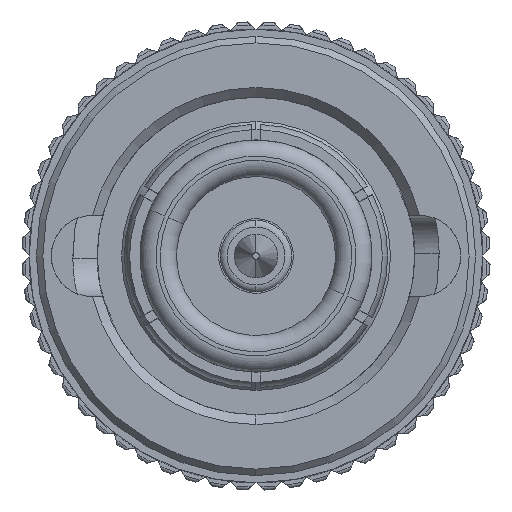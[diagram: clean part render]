
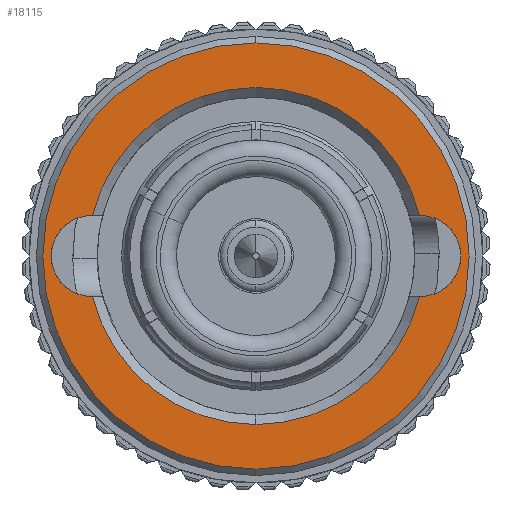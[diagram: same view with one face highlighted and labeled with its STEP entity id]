
A CAD part, left-side view. The second image highlights one B-rep face of the part: STEP entity #18115.
In plain terms, the highlighted planar face has unit normal (-1, 0, 0).
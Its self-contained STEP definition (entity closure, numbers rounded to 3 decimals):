
#120 = EDGE_CURVE ( 'NONE', #16462, #16970, #9251, .T. ) ;
#156 = CARTESIAN_POINT ( 'NONE',  ( -0.3, 0., 0. ) ) ;
#184 = CIRCLE ( 'NONE', #8218, 5.2 ) ;
#269 = EDGE_CURVE ( 'NONE', #9024, #392, #5115, .T. ) ;
#392 = VERTEX_POINT ( 'NONE', #12349 ) ;
#819 = CIRCLE ( 'NONE', #10072, 5.2 ) ;
#843 = CARTESIAN_POINT ( 'NONE',  ( -0.3, -5.048, -1.25 ) ) ;
#920 = VERTEX_POINT ( 'NONE', #7607 ) ;
#931 = CARTESIAN_POINT ( 'NONE',  ( -0.3, 5.07, 0. ) ) ;
#962 = EDGE_CURVE ( 'NONE', #14513, #14373, #184, .T. ) ;
#1155 = CIRCLE ( 'NONE', #6419, 1.25 ) ;
#1257 = EDGE_CURVE ( 'NONE', #392, #9024, #10444, .T. ) ;
#1529 = DIRECTION ( 'NONE',  ( 0., 0., -1. ) ) ;
#1798 = DIRECTION ( 'NONE',  ( 1., 0., 0. ) ) ;
#1905 = CARTESIAN_POINT ( 'NONE',  ( -0.3, 5.07, 1.25 ) ) ;
#2085 = DIRECTION ( 'NONE',  ( 0., 0., -1. ) ) ;
#2383 = CIRCLE ( 'NONE', #15061, 5.2 ) ;
#2989 = EDGE_CURVE ( 'NONE', #16970, #17472, #1155, .T. ) ;
#3041 = CARTESIAN_POINT ( 'NONE',  ( -0.3, -5.07, 1.25 ) ) ;
#3072 = EDGE_CURVE ( 'NONE', #5262, #920, #9834, .T. ) ;
#3249 = AXIS2_PLACEMENT_3D ( 'NONE', #12635, #6543, #17003 ) ;
#3764 = CARTESIAN_POINT ( 'NONE',  ( -0.3, 5.048, -1.25 ) ) ;
#3887 = ORIENTED_EDGE ( 'NONE', *, *, #1257, .T. ) ;
#4016 = DIRECTION ( 'NONE',  ( -1., 0., 0. ) ) ;
#4025 = ORIENTED_EDGE ( 'NONE', *, *, #16921, .T. ) ;
#4111 = DIRECTION ( 'NONE',  ( 0., 1., 0. ) ) ;
#4365 = CIRCLE ( 'NONE', #10851, 1.25 ) ;
#4409 = DIRECTION ( 'NONE',  ( 0., 0., -1. ) ) ;
#4696 = DIRECTION ( 'NONE',  ( 0., 1., 0. ) ) ;
#4788 = CARTESIAN_POINT ( 'NONE',  ( -0.3, 0., 0. ) ) ;
#5115 = CIRCLE ( 'NONE', #3249, 6.575 ) ;
#5262 = VERTEX_POINT ( 'NONE', #3041 ) ;
#5293 = EDGE_LOOP ( 'NONE', ( #9822, #3887 ) ) ;
#5476 = DIRECTION ( 'NONE',  ( 0., 0., -1. ) ) ;
#5786 = CARTESIAN_POINT ( 'NONE',  ( -0.3, 5.07, 1.25 ) ) ;
#6419 = AXIS2_PLACEMENT_3D ( 'NONE', #931, #4016, #5476 ) ;
#6543 = DIRECTION ( 'NONE',  ( -1., 0., 0. ) ) ;
#6817 = DIRECTION ( 'NONE',  ( 0., -1., 0. ) ) ;
#7173 = ORIENTED_EDGE ( 'NONE', *, *, #10352, .F. ) ;
#7420 = DIRECTION ( 'NONE',  ( 1., 0., 0. ) ) ;
#7428 = FACE_OUTER_BOUND ( 'NONE', #5293, .T. ) ;
#7607 = CARTESIAN_POINT ( 'NONE',  ( -0.3, -5.048, 1.25 ) ) ;
#7957 = ORIENTED_EDGE ( 'NONE', *, *, #120, .F. ) ;
#7990 = ORIENTED_EDGE ( 'NONE', *, *, #14205, .F. ) ;
#8004 = DIRECTION ( 'NONE',  ( 0., 0., 1. ) ) ;
#8218 = AXIS2_PLACEMENT_3D ( 'NONE', #10310, #7420, #4409 ) ;
#8294 = CARTESIAN_POINT ( 'NONE',  ( -0.3, -5.07, 0. ) ) ;
#8356 = CARTESIAN_POINT ( 'NONE',  ( -0.3, -4.6, -1.25 ) ) ;
#8684 = CARTESIAN_POINT ( 'NONE',  ( -0.3, 0., -5.2 ) ) ;
#8878 = CARTESIAN_POINT ( 'NONE',  ( -0.3, -4.9, 0. ) ) ;
#9024 = VERTEX_POINT ( 'NONE', #11745 ) ;
#9248 = DIRECTION ( 'NONE',  ( -1., 0., 0. ) ) ;
#9251 = LINE ( 'NONE', #1905, #10662 ) ;
#9328 = CARTESIAN_POINT ( 'NONE',  ( -0.3, 0., 0. ) ) ;
#9739 = DIRECTION ( 'NONE',  ( -1., 0., 0. ) ) ;
#9822 = ORIENTED_EDGE ( 'NONE', *, *, #269, .T. ) ;
#9834 = LINE ( 'NONE', #17379, #15074 ) ;
#10002 = ORIENTED_EDGE ( 'NONE', *, *, #962, .T. ) ;
#10072 = AXIS2_PLACEMENT_3D ( 'NONE', #156, #10421, #13522 ) ;
#10310 = CARTESIAN_POINT ( 'NONE',  ( -0.3, 0., 0. ) ) ;
#10352 = EDGE_CURVE ( 'NONE', #13035, #14476, #12802, .T. ) ;
#10421 = DIRECTION ( 'NONE',  ( 1., 0., 0. ) ) ;
#10423 = FACE_BOUND ( 'NONE', #14663, .T. ) ;
#10444 = CIRCLE ( 'NONE', #12916, 6.575 ) ;
#10569 = EDGE_CURVE ( 'NONE', #17472, #14373, #11829, .T. ) ;
#10662 = VECTOR ( 'NONE', #4696, 1000. ) ;
#10776 = CARTESIAN_POINT ( 'NONE',  ( -0.3, 5.07, -1.25 ) ) ;
#10851 = AXIS2_PLACEMENT_3D ( 'NONE', #8294, #9739, #8004 ) ;
#11745 = CARTESIAN_POINT ( 'NONE',  ( -0.3, 0., 6.575 ) ) ;
#11829 = LINE ( 'NONE', #17734, #12166 ) ;
#12166 = VECTOR ( 'NONE', #16200, 1000. ) ;
#12349 = CARTESIAN_POINT ( 'NONE',  ( -0.3, 0., -6.575 ) ) ;
#12635 = CARTESIAN_POINT ( 'NONE',  ( -0.3, 0., 0. ) ) ;
#12802 = LINE ( 'NONE', #8356, #16507 ) ;
#12916 = AXIS2_PLACEMENT_3D ( 'NONE', #4788, #9248, #15168 ) ;
#13035 = VERTEX_POINT ( 'NONE', #843 ) ;
#13111 = ORIENTED_EDGE ( 'NONE', *, *, #18683, .T. ) ;
#13522 = DIRECTION ( 'NONE',  ( 0., 0., -1. ) ) ;
#14161 = AXIS2_PLACEMENT_3D ( 'NONE', #8878, #14799, #1529 ) ;
#14205 = EDGE_CURVE ( 'NONE', #14476, #5262, #4365, .T. ) ;
#14226 = CARTESIAN_POINT ( 'NONE',  ( -0.3, -5.07, -1.25 ) ) ;
#14373 = VERTEX_POINT ( 'NONE', #3764 ) ;
#14476 = VERTEX_POINT ( 'NONE', #14226 ) ;
#14513 = VERTEX_POINT ( 'NONE', #8684 ) ;
#14663 = EDGE_LOOP ( 'NONE', ( #19147, #7990, #7173, #4025, #10002, #18472, #18279, #7957, #13111 ) ) ;
#14799 = DIRECTION ( 'NONE',  ( -1., 0., 0. ) ) ;
#15061 = AXIS2_PLACEMENT_3D ( 'NONE', #9328, #1798, #2085 ) ;
#15074 = VECTOR ( 'NONE', #4111, 1000. ) ;
#15168 = DIRECTION ( 'NONE',  ( 0., 0., -1. ) ) ;
#16086 = CARTESIAN_POINT ( 'NONE',  ( -0.3, 5.048, 1.25 ) ) ;
#16200 = DIRECTION ( 'NONE',  ( 0., -1., 0. ) ) ;
#16462 = VERTEX_POINT ( 'NONE', #16086 ) ;
#16507 = VECTOR ( 'NONE', #6817, 1000. ) ;
#16921 = EDGE_CURVE ( 'NONE', #13035, #14513, #819, .T. ) ;
#16970 = VERTEX_POINT ( 'NONE', #5786 ) ;
#17003 = DIRECTION ( 'NONE',  ( 0., 0., -1. ) ) ;
#17379 = CARTESIAN_POINT ( 'NONE',  ( -0.3, -4.6, 1.25 ) ) ;
#17472 = VERTEX_POINT ( 'NONE', #10776 ) ;
#17690 = PLANE ( 'NONE',  #14161 ) ;
#17734 = CARTESIAN_POINT ( 'NONE',  ( -0.3, 5.07, -1.25 ) ) ;
#18115 = ADVANCED_FACE ( 'NONE', ( #7428, #10423 ), #17690, .T. ) ;
#18279 = ORIENTED_EDGE ( 'NONE', *, *, #2989, .F. ) ;
#18472 = ORIENTED_EDGE ( 'NONE', *, *, #10569, .F. ) ;
#18683 = EDGE_CURVE ( 'NONE', #16462, #920, #2383, .T. ) ;
#19147 = ORIENTED_EDGE ( 'NONE', *, *, #3072, .F. ) ;
